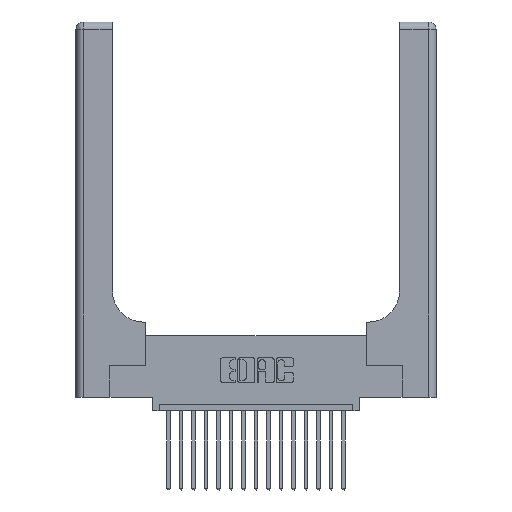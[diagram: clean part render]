
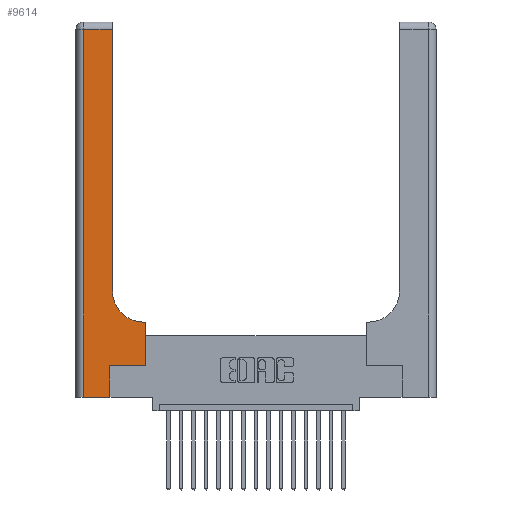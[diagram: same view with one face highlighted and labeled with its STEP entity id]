
A CAD part, top view. The second image highlights one B-rep face of the part: STEP entity #9614.
In plain terms, the highlighted planar face has unit normal (0, 0, 1).
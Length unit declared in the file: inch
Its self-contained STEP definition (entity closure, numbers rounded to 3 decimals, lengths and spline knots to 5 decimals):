
#127 = CIRCLE ( 'NONE', #19712, 0.25 ) ;
#446 = EDGE_CURVE ( 'NONE', #16390, #4368, #19724, .T. ) ;
#516 = LINE ( 'NONE', #6253, #4167 ) ;
#735 = VERTEX_POINT ( 'NONE', #7436 ) ;
#756 = LINE ( 'NONE', #15061, #4160 ) ;
#1190 = VECTOR ( 'NONE', #9709, 39.37008 ) ;
#1833 = CARTESIAN_POINT ( 'NONE',  ( 0.5585, 0.25, 0.37 ) ) ;
#1955 = CARTESIAN_POINT ( 'NONE',  ( 0.06, 0., 0.37 ) ) ;
#2031 = ORIENTED_EDGE ( 'NONE', *, *, #446, .T. ) ;
#2783 = VECTOR ( 'NONE', #12956, 39.37008 ) ;
#3354 = CARTESIAN_POINT ( 'NONE',  ( 0., 0., 0.37 ) ) ;
#3400 = CARTESIAN_POINT ( 'NONE',  ( 0.5415, 0.85, 0.37 ) ) ;
#4005 = LINE ( 'NONE', #10022, #2783 ) ;
#4160 = VECTOR ( 'NONE', #19869, 39.37008 ) ;
#4167 = VECTOR ( 'NONE', #15475, 39.37008 ) ;
#4337 = VERTEX_POINT ( 'NONE', #1955 ) ;
#4368 = VERTEX_POINT ( 'NONE', #14315 ) ;
#4780 = DIRECTION ( 'NONE',  ( 0., 1., 0. ) ) ;
#5108 = ORIENTED_EDGE ( 'NONE', *, *, #18791, .T. ) ;
#5590 = LINE ( 'NONE', #3354, #1190 ) ;
#6253 = CARTESIAN_POINT ( 'NONE',  ( 0.2915, 3., 0.37 ) ) ;
#6433 = ORIENTED_EDGE ( 'NONE', *, *, #8268, .T. ) ;
#6608 = DIRECTION ( 'NONE',  ( 0., 0., -1. ) ) ;
#6671 = VECTOR ( 'NONE', #18623, 39.37008 ) ;
#6694 = VERTEX_POINT ( 'NONE', #14991 ) ;
#6864 = CARTESIAN_POINT ( 'NONE',  ( 0.2915, 0.85, 0.37 ) ) ;
#7436 = CARTESIAN_POINT ( 'NONE',  ( 0.5415, 0.6, 0.37 ) ) ;
#7543 = VECTOR ( 'NONE', #12087, 39.37008 ) ;
#7563 = EDGE_CURVE ( 'NONE', #735, #9930, #127, .T. ) ;
#7683 = ORIENTED_EDGE ( 'NONE', *, *, #10581, .T. ) ;
#7918 = VERTEX_POINT ( 'NONE', #18618 ) ;
#8148 = ORIENTED_EDGE ( 'NONE', *, *, #20224, .T. ) ;
#8199 = VECTOR ( 'NONE', #4780, 39.37008 ) ;
#8268 = EDGE_CURVE ( 'NONE', #6694, #7918, #17931, .T. ) ;
#8774 = CARTESIAN_POINT ( 'NONE',  ( 0.5585, 0.25, 0.37 ) ) ;
#9264 = AXIS2_PLACEMENT_3D ( 'NONE', #16581, #13557, #15136 ) ;
#9609 = EDGE_CURVE ( 'NONE', #7918, #4337, #756, .T. ) ;
#9614 = ADVANCED_FACE ( 'NONE', ( #11258 ), #13359, .F. ) ;
#9709 = DIRECTION ( 'NONE',  ( 1., 0., 0. ) ) ;
#9930 = VERTEX_POINT ( 'NONE', #6864 ) ;
#10022 = CARTESIAN_POINT ( 'NONE',  ( 0.2915, 0.6, 0.37 ) ) ;
#10335 = DIRECTION ( 'NONE',  ( 0., 1., 0. ) ) ;
#10581 = EDGE_CURVE ( 'NONE', #4337, #16390, #5590, .T. ) ;
#11258 = FACE_OUTER_BOUND ( 'NONE', #20158, .T. ) ;
#11848 = LINE ( 'NONE', #8774, #19696 ) ;
#12018 = CARTESIAN_POINT ( 'NONE',  ( 0.269, 0.25, 0.37 ) ) ;
#12087 = DIRECTION ( 'NONE',  ( 1., 0., 0. ) ) ;
#12458 = ORIENTED_EDGE ( 'NONE', *, *, #9609, .T. ) ;
#12475 = CARTESIAN_POINT ( 'NONE',  ( 0., 2.94, 0.37 ) ) ;
#12549 = CARTESIAN_POINT ( 'NONE',  ( 0.269, 0., 0.37 ) ) ;
#12956 = DIRECTION ( 'NONE',  ( -1., 0., 0. ) ) ;
#13359 = PLANE ( 'NONE',  #9264 ) ;
#13557 = DIRECTION ( 'NONE',  ( 0., 0., -1. ) ) ;
#13672 = EDGE_CURVE ( 'NONE', #17903, #735, #4005, .T. ) ;
#14145 = CARTESIAN_POINT ( 'NONE',  ( 0.269, 0., 0.37 ) ) ;
#14315 = CARTESIAN_POINT ( 'NONE',  ( 0.269, 0.25, 0.37 ) ) ;
#14326 = DIRECTION ( 'NONE',  ( 1., 0., 0. ) ) ;
#14991 = CARTESIAN_POINT ( 'NONE',  ( 0.2915, 2.94, 0.37 ) ) ;
#15061 = CARTESIAN_POINT ( 'NONE',  ( 0.06, 3., 0.37 ) ) ;
#15125 = LINE ( 'NONE', #12018, #7543 ) ;
#15136 = DIRECTION ( 'NONE',  ( -1., 0., 0. ) ) ;
#15475 = DIRECTION ( 'NONE',  ( 0., 1., 0. ) ) ;
#15556 = EDGE_CURVE ( 'NONE', #9930, #6694, #516, .T. ) ;
#16033 = ORIENTED_EDGE ( 'NONE', *, *, #13672, .T. ) ;
#16275 = ORIENTED_EDGE ( 'NONE', *, *, #15556, .T. ) ;
#16387 = CARTESIAN_POINT ( 'NONE',  ( 0.5585, 0.6, 0.37 ) ) ;
#16390 = VERTEX_POINT ( 'NONE', #12549 ) ;
#16581 = CARTESIAN_POINT ( 'NONE',  ( 0., 3., 0.37 ) ) ;
#17683 = VERTEX_POINT ( 'NONE', #1833 ) ;
#17792 = ORIENTED_EDGE ( 'NONE', *, *, #7563, .T. ) ;
#17903 = VERTEX_POINT ( 'NONE', #16387 ) ;
#17931 = LINE ( 'NONE', #12475, #6671 ) ;
#18618 = CARTESIAN_POINT ( 'NONE',  ( 0.06, 2.94, 0.37 ) ) ;
#18623 = DIRECTION ( 'NONE',  ( -1., 0., 0. ) ) ;
#18791 = EDGE_CURVE ( 'NONE', #17683, #17903, #11848, .T. ) ;
#19696 = VECTOR ( 'NONE', #10335, 39.37008 ) ;
#19712 = AXIS2_PLACEMENT_3D ( 'NONE', #3400, #6608, #14326 ) ;
#19724 = LINE ( 'NONE', #14145, #8199 ) ;
#19869 = DIRECTION ( 'NONE',  ( 0., -1., 0. ) ) ;
#20158 = EDGE_LOOP ( 'NONE', ( #16275, #6433, #12458, #7683, #2031, #8148, #5108, #16033, #17792 ) ) ;
#20224 = EDGE_CURVE ( 'NONE', #4368, #17683, #15125, .T. ) ;
